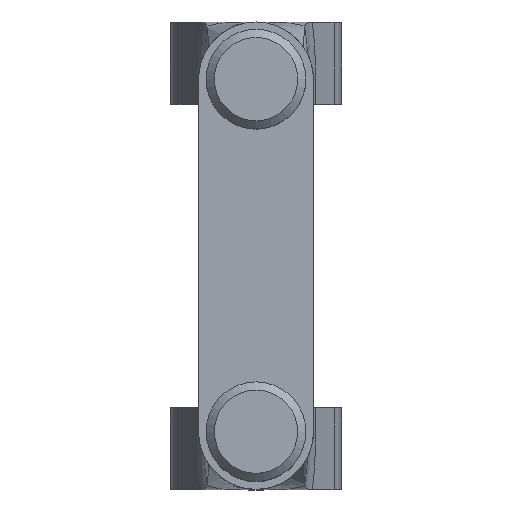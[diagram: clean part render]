
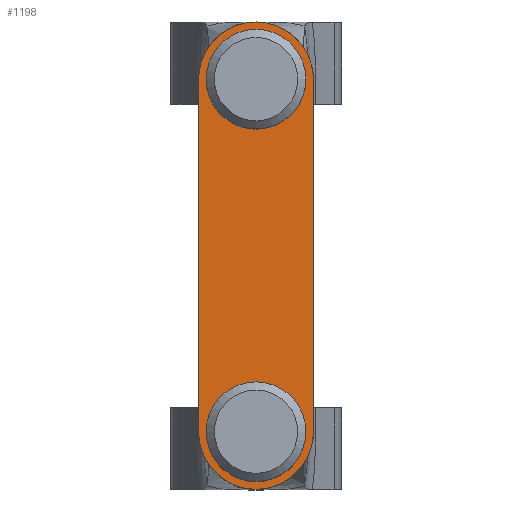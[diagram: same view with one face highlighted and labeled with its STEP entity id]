
A CAD part, top view. The second image highlights one B-rep face of the part: STEP entity #1198.
In plain terms, the highlighted planar face has unit normal (0, 0, 1).
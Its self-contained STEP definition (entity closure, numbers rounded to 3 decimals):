
#41=FACE_BOUND('',#273,.T.);
#42=FACE_BOUND('',#274,.T.);
#59=CIRCLE('',#1256,7.);
#64=CIRCLE('',#1263,6.075);
#85=CIRCLE('',#1308,7.);
#86=CIRCLE('',#1309,6.075);
#114=PLANE('',#1307);
#180=FACE_OUTER_BOUND('',#272,.T.);
#272=EDGE_LOOP('',(#1007,#1008,#1009,#1010));
#273=EDGE_LOOP('',(#1011));
#274=EDGE_LOOP('',(#1012));
#344=LINE('',#2753,#406);
#345=LINE('',#2756,#407);
#406=VECTOR('',#1528,10.);
#407=VECTOR('',#1531,10.);
#524=VERTEX_POINT('',#2110);
#525=VERTEX_POINT('',#2111);
#535=VERTEX_POINT('',#2147);
#583=VERTEX_POINT('',#2752);
#584=VERTEX_POINT('',#2754);
#585=VERTEX_POINT('',#2757);
#651=EDGE_CURVE('',#524,#525,#59,.T.);
#664=EDGE_CURVE('',#535,#535,#64,.T.);
#738=EDGE_CURVE('',#583,#525,#344,.T.);
#739=EDGE_CURVE('',#584,#583,#85,.T.);
#740=EDGE_CURVE('',#584,#524,#345,.T.);
#741=EDGE_CURVE('',#585,#585,#86,.T.);
#1007=ORIENTED_EDGE('',*,*,#738,.F.);
#1008=ORIENTED_EDGE('',*,*,#739,.F.);
#1009=ORIENTED_EDGE('',*,*,#740,.T.);
#1010=ORIENTED_EDGE('',*,*,#651,.T.);
#1011=ORIENTED_EDGE('',*,*,#664,.T.);
#1012=ORIENTED_EDGE('',*,*,#741,.F.);
#1198=ADVANCED_FACE('',(#180,#41,#42),#114,.T.);
#1256=AXIS2_PLACEMENT_3D('',#2112,#1393,#1394);
#1263=AXIS2_PLACEMENT_3D('',#2149,#1411,#1412);
#1307=AXIS2_PLACEMENT_3D('',#2751,#1526,#1527);
#1308=AXIS2_PLACEMENT_3D('',#2755,#1529,#1530);
#1309=AXIS2_PLACEMENT_3D('',#2758,#1532,#1533);
#1393=DIRECTION('center_axis',(0.,0.,1.));
#1394=DIRECTION('ref_axis',(1.,0.,0.));
#1411=DIRECTION('center_axis',(0.,0.,-1.));
#1412=DIRECTION('ref_axis',(1.,0.,0.));
#1526=DIRECTION('center_axis',(0.,0.,1.));
#1527=DIRECTION('ref_axis',(1.,0.,0.));
#1528=DIRECTION('',(0.,1.,0.));
#1529=DIRECTION('center_axis',(0.,0.,-1.));
#1530=DIRECTION('ref_axis',(1.,0.,0.));
#1531=DIRECTION('',(0.,1.,0.));
#1532=DIRECTION('center_axis',(0.,0.,1.));
#1533=DIRECTION('ref_axis',(1.,0.,0.));
#2110=CARTESIAN_POINT('',(7.,40.,35.));
#2111=CARTESIAN_POINT('',(-7.,40.,35.));
#2112=CARTESIAN_POINT('Origin',(0.,40.,35.));
#2147=CARTESIAN_POINT('',(-6.075,40.,35.));
#2149=CARTESIAN_POINT('Origin',(0.,40.,35.));
#2751=CARTESIAN_POINT('Origin',(0.,4.25,35.));
#2752=CARTESIAN_POINT('',(-7.,-3.,35.));
#2753=CARTESIAN_POINT('',(-7.,11.375,35.));
#2754=CARTESIAN_POINT('',(7.,-3.,35.));
#2755=CARTESIAN_POINT('Origin',(0.,-3.,35.));
#2756=CARTESIAN_POINT('',(7.,36.375,35.));
#2757=CARTESIAN_POINT('',(-6.075,-3.,35.));
#2758=CARTESIAN_POINT('Origin',(0.,-3.,35.));
